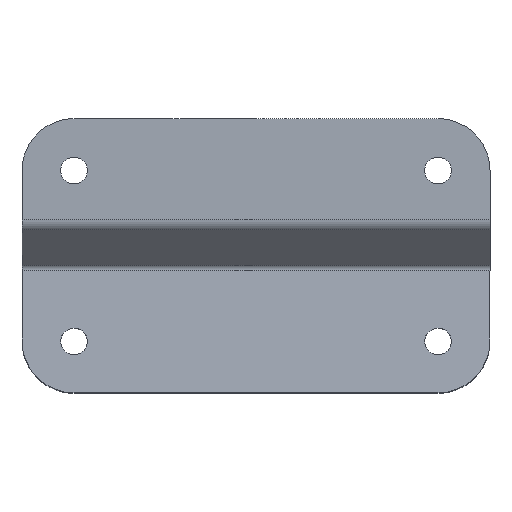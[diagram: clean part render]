
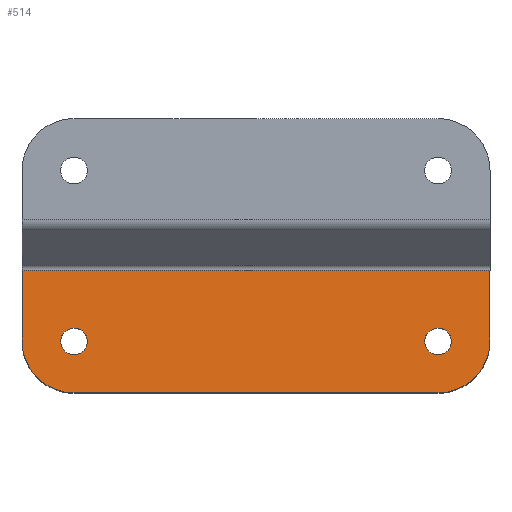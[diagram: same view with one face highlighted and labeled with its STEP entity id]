
A CAD part, front view. The second image highlights one B-rep face of the part: STEP entity #514.
In plain terms, the highlighted planar face has unit normal (0, -0.996, 0.087).
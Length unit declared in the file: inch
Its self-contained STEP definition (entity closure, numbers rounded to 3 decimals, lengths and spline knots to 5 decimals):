
#15=ELLIPSE('',#576,0.06424,0.064);
#16=ELLIPSE('',#577,0.06424,0.064);
#17=ELLIPSE('',#578,0.06424,0.064);
#18=ELLIPSE('',#579,0.06424,0.064);
#25=FACE_BOUND('',#89,.T.);
#26=FACE_BOUND('',#90,.T.);
#35=PLANE('',#574);
#56=FACE_OUTER_BOUND('',#88,.T.);
#88=EDGE_LOOP('',(#381,#382,#383,#384,#385,#386));
#89=EDGE_LOOP('',(#387,#388));
#90=EDGE_LOOP('',(#389,#390));
#131=LINE('',#836,#175);
#134=LINE('',#842,#178);
#135=LINE('',#846,#179);
#136=LINE('',#847,#180);
#175=VECTOR('',#667,0.3937);
#178=VECTOR('',#672,0.3937);
#179=VECTOR('',#675,0.3937);
#180=VECTOR('',#676,0.3937);
#214=CIRCLE('',#572,0.25);
#215=CIRCLE('',#575,0.25);
#245=VERTEX_POINT('',#829);
#246=VERTEX_POINT('',#831);
#247=VERTEX_POINT('',#835);
#249=VERTEX_POINT('',#841);
#250=VERTEX_POINT('',#843);
#251=VERTEX_POINT('',#845);
#252=VERTEX_POINT('',#848);
#253=VERTEX_POINT('',#849);
#254=VERTEX_POINT('',#852);
#255=VERTEX_POINT('',#853);
#295=EDGE_CURVE('',#245,#246,#214,.T.);
#297=EDGE_CURVE('',#247,#246,#131,.T.);
#300=EDGE_CURVE('',#245,#249,#134,.T.);
#301=EDGE_CURVE('',#250,#249,#215,.T.);
#302=EDGE_CURVE('',#251,#250,#135,.T.);
#303=EDGE_CURVE('',#251,#247,#136,.T.);
#304=EDGE_CURVE('',#252,#253,#15,.T.);
#305=EDGE_CURVE('',#253,#252,#16,.T.);
#306=EDGE_CURVE('',#254,#255,#17,.T.);
#307=EDGE_CURVE('',#255,#254,#18,.T.);
#381=ORIENTED_EDGE('',*,*,#295,.F.);
#382=ORIENTED_EDGE('',*,*,#300,.T.);
#383=ORIENTED_EDGE('',*,*,#301,.F.);
#384=ORIENTED_EDGE('',*,*,#302,.F.);
#385=ORIENTED_EDGE('',*,*,#303,.T.);
#386=ORIENTED_EDGE('',*,*,#297,.T.);
#387=ORIENTED_EDGE('',*,*,#304,.T.);
#388=ORIENTED_EDGE('',*,*,#305,.T.);
#389=ORIENTED_EDGE('',*,*,#306,.T.);
#390=ORIENTED_EDGE('',*,*,#307,.T.);
#514=ADVANCED_FACE('',(#56,#25,#26),#35,.F.);
#572=AXIS2_PLACEMENT_3D('',#832,#662,#663);
#574=AXIS2_PLACEMENT_3D('',#840,#670,#671);
#575=AXIS2_PLACEMENT_3D('',#844,#673,#674);
#576=AXIS2_PLACEMENT_3D('',#850,#677,#678);
#577=AXIS2_PLACEMENT_3D('',#851,#679,#680);
#578=AXIS2_PLACEMENT_3D('',#854,#681,#682);
#579=AXIS2_PLACEMENT_3D('',#855,#683,#684);
#662=DIRECTION('center_axis',(0.,0.996,-0.087));
#663=DIRECTION('ref_axis',(-0.707,-0.062,-0.704));
#667=DIRECTION('',(0.,-0.087,-0.996));
#670=DIRECTION('center_axis',(0.,0.996,-0.087));
#671=DIRECTION('ref_axis',(1.,0.,0.));
#672=DIRECTION('',(1.,0.,0.));
#673=DIRECTION('center_axis',(0.,0.996,-0.087));
#674=DIRECTION('ref_axis',(0.707,-0.062,-0.704));
#675=DIRECTION('',(0.,-0.087,-0.996));
#676=DIRECTION('',(-1.,0.,0.));
#677=DIRECTION('center_axis',(0.,0.996,-0.087));
#678=DIRECTION('ref_axis',(0.,-0.087,-0.996));
#679=DIRECTION('center_axis',(0.,0.996,-0.087));
#680=DIRECTION('ref_axis',(0.,-0.087,-0.996));
#681=DIRECTION('center_axis',(0.,0.996,-0.087));
#682=DIRECTION('ref_axis',(0.,-0.087,-0.996));
#683=DIRECTION('center_axis',(0.,0.996,-0.087));
#684=DIRECTION('ref_axis',(0.,-0.087,-0.996));
#829=CARTESIAN_POINT('',(-0.875,0.14717,-0.58382));
#831=CARTESIAN_POINT('',(-1.125,0.16895,-0.33477));
#832=CARTESIAN_POINT('Origin',(-0.875,0.16895,-0.33477));
#835=CARTESIAN_POINT('',(-1.125,0.19878,0.00615));
#836=CARTESIAN_POINT('',(-1.125,0.20227,0.046));
#840=CARTESIAN_POINT('Origin',(0.,0.17472,-0.26891));
#841=CARTESIAN_POINT('',(0.875,0.14717,-0.58382));
#842=CARTESIAN_POINT('',(-1.125,0.14717,-0.58382));
#843=CARTESIAN_POINT('',(1.125,0.16895,-0.33477));
#844=CARTESIAN_POINT('Origin',(0.875,0.16895,-0.33477));
#845=CARTESIAN_POINT('',(1.125,0.19878,0.00615));
#846=CARTESIAN_POINT('',(1.125,0.20227,0.046));
#847=CARTESIAN_POINT('',(0.,0.19878,0.00615));
#848=CARTESIAN_POINT('',(0.875,0.17436,-0.273));
#849=CARTESIAN_POINT('',(0.811,0.16876,-0.337));
#850=CARTESIAN_POINT('Origin',(0.875,0.16876,-0.337));
#851=CARTESIAN_POINT('Origin',(0.875,0.16876,-0.337));
#852=CARTESIAN_POINT('',(-0.875,0.17436,-0.273));
#853=CARTESIAN_POINT('',(-0.939,0.16876,-0.337));
#854=CARTESIAN_POINT('Origin',(-0.875,0.16876,-0.337));
#855=CARTESIAN_POINT('Origin',(-0.875,0.16876,-0.337));
